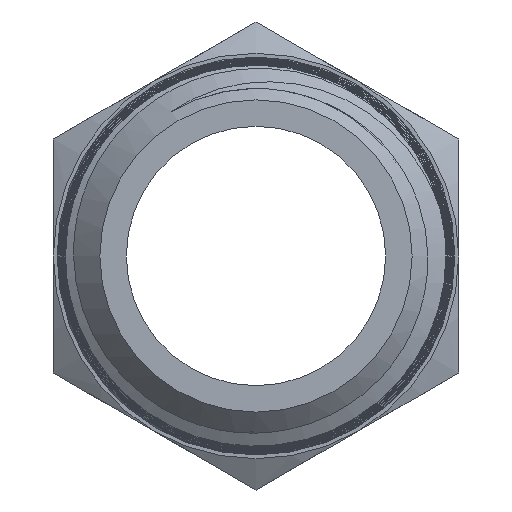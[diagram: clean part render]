
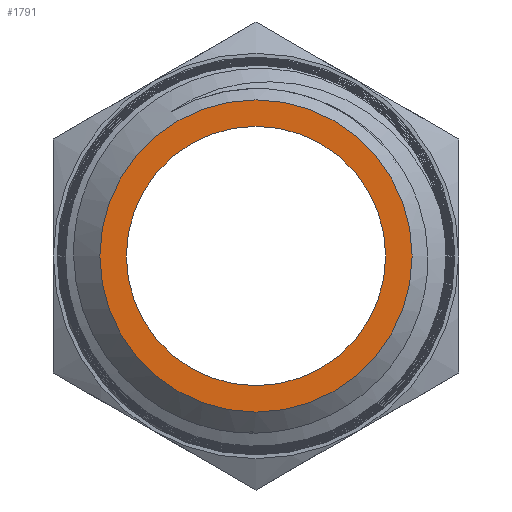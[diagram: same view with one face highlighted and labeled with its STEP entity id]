
A CAD part, left-side view. The second image highlights one B-rep face of the part: STEP entity #1791.
In plain terms, the highlighted face is planar.
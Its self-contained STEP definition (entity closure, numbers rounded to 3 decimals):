
#52=FACE_BOUND('',#437,.T.);
#56=PLANE('',#1892);
#357=FACE_OUTER_BOUND('',#436,.T.);
#436=EDGE_LOOP('',(#1428));
#437=EDGE_LOOP('',(#1429,#1430));
#582=CIRCLE('',#1830,5.588);
#588=CIRCLE('',#1856,6.725);
#600=CIRCLE('',#1893,5.588);
#615=VERTEX_POINT('',#2207);
#616=VERTEX_POINT('',#2209);
#666=VERTEX_POINT('',#5963);
#842=EDGE_CURVE('',#615,#616,#582,.T.);
#911=EDGE_CURVE('',#666,#666,#588,.T.);
#1084=EDGE_CURVE('',#616,#615,#600,.T.);
#1428=ORIENTED_EDGE('',*,*,#911,.T.);
#1429=ORIENTED_EDGE('',*,*,#1084,.F.);
#1430=ORIENTED_EDGE('',*,*,#842,.F.);
#1791=ADVANCED_FACE('',(#357,#52),#56,.F.);
#1830=AXIS2_PLACEMENT_3D('',#2210,#1942,#1943);
#1856=AXIS2_PLACEMENT_3D('',#5965,#2016,#2017);
#1892=AXIS2_PLACEMENT_3D('',#12058,#2113,#2114);
#1893=AXIS2_PLACEMENT_3D('',#12059,#2115,#2116);
#1942=DIRECTION('center_axis',(0.,0.,-1.));
#1943=DIRECTION('ref_axis',(0.,-1.,0.));
#2016=DIRECTION('center_axis',(0.,0.,-1.));
#2017=DIRECTION('ref_axis',(1.,0.,0.));
#2113=DIRECTION('center_axis',(0.,0.,1.));
#2114=DIRECTION('ref_axis',(1.,0.,0.));
#2115=DIRECTION('center_axis',(0.,0.,-1.));
#2116=DIRECTION('ref_axis',(0.,-1.,0.));
#2207=CARTESIAN_POINT('',(0.,5.588,0.));
#2209=CARTESIAN_POINT('',(0.,-5.588,0.));
#2210=CARTESIAN_POINT('Origin',(0.,0.,0.));
#5963=CARTESIAN_POINT('',(-6.725,0.,0.));
#5965=CARTESIAN_POINT('Origin',(0.,0.,0.));
#12058=CARTESIAN_POINT('Origin',(0.,0.,0.));
#12059=CARTESIAN_POINT('Origin',(0.,0.,0.));
